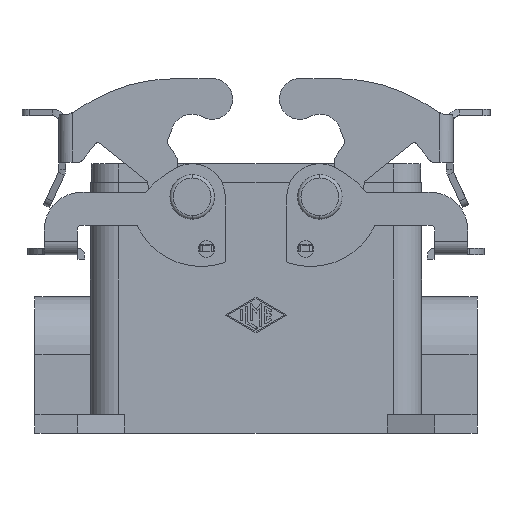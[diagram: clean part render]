
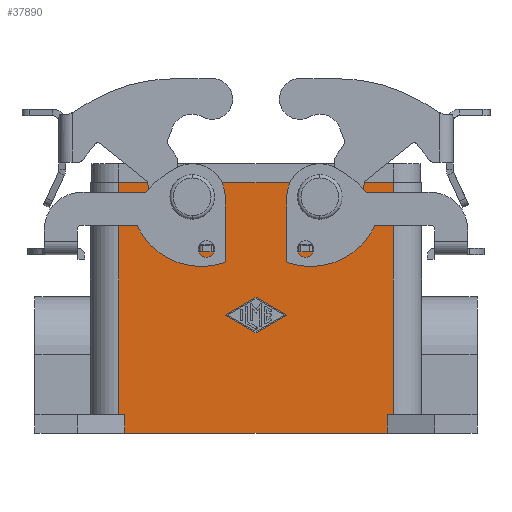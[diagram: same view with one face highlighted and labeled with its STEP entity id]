
A CAD part, front view. The second image highlights one B-rep face of the part: STEP entity #37890.
In plain terms, the highlighted planar face has unit normal (0, -1, 0).
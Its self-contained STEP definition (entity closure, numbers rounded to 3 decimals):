
#11610=CARTESIAN_POINT('',(0.,-22.25,1.5)
);
#11620=VERTEX_POINT('',#11610);
#11800=CARTESIAN_POINT('',(0.,-22.25,
-1.5));
#11810=VERTEX_POINT('',#11800);
#11840=CARTESIAN_POINT('',(0.,-22.25,0.));
#11850=DIRECTION('',(0.,1.,0.));
#11860=DIRECTION('',(0.,0.,1.));
#11870=AXIS2_PLACEMENT_3D('',#11840,#11850,#11860);
#11880=CIRCLE('',#11870,1.5);
#11890=EDGE_CURVE('',#11810,#11620,#11880,.T.);
#16550=CARTESIAN_POINT('',(-27.,-22.25,-1.5));
#16560=VERTEX_POINT('',#16550);
#16740=CARTESIAN_POINT('',(-27.,-22.25,1.5));
#16750=VERTEX_POINT('',#16740);
#16780=CARTESIAN_POINT('',(-27.,-22.25,0.));
#16790=DIRECTION('',(0.,1.,0.));
#16800=DIRECTION('',(0.,0.,1.));
#16810=AXIS2_PLACEMENT_3D('',#16780,#16790,#16800);
#16820=CIRCLE('',#16810,1.5);
#16830=EDGE_CURVE('',#16750,#16560,#16820,.T.);
#29310=CARTESIAN_POINT('',(-13.5,-22.25,-28.749));
#29320=VERTEX_POINT('',#29310);
#29370=CARTESIAN_POINT('',(-13.5,-22.25,-28.749));
#29380=DIRECTION('',(-0.866,0.,0.5));
#29390=VECTOR('',#29380,7.504);
#29400=LINE('',#29370,#29390);
#29410=CARTESIAN_POINT('',(-20.,-22.25,-25.));
#29420=VERTEX_POINT('',#29410);
#29430=EDGE_CURVE('',#29320,#29420,#29400,.T.);
#29710=CARTESIAN_POINT('',(-7.,-22.25,-25.));
#29720=VERTEX_POINT('',#29710);
#29770=CARTESIAN_POINT('',(-7.,-22.25,-25.));
#29780=DIRECTION('',(-0.866,0.,-0.5));
#29790=VECTOR('',#29780,7.504);
#29800=LINE('',#29770,#29790);
#29810=EDGE_CURVE('',#29720,#29320,#29800,.T.);
#30020=CARTESIAN_POINT('',(-13.5,-22.25,-21.251));
#30030=VERTEX_POINT('',#30020);
#30080=CARTESIAN_POINT('',(-13.5,-22.25,-21.251));
#30090=DIRECTION('',(0.866,0.,-0.5));
#30100=VECTOR('',#30090,7.504);
#30110=LINE('',#30080,#30100);
#30120=EDGE_CURVE('',#30030,#29720,#30110,.T.);
#30300=CARTESIAN_POINT('',(-20.,-22.25,-25.));
#30310=DIRECTION('',(0.866,0.,0.5));
#30320=VECTOR('',#30310,7.504);
#30330=LINE('',#30300,#30320);
#30340=EDGE_CURVE('',#29420,#30030,#30330,.T.);
#37020=CARTESIAN_POINT('',(14.25,-22.25,-50.));
#37030=DIRECTION('',(0.,-1.,0.));
#37040=DIRECTION('',(0.,0.,-1.));
#37050=AXIS2_PLACEMENT_3D('',#37020,#37030,#37040);
#37060=PLANE('',#37050);
#37070=CARTESIAN_POINT('',(-41.25,-22.25,-46.));
#37080=DIRECTION('',(-1.,0.,0.));
#37090=VECTOR('',#37080,1.25);
#37100=LINE('',#37070,#37090);
#37110=CARTESIAN_POINT('',(-41.25,-22.25,-46.));
#37120=VERTEX_POINT('',#37110);
#37130=CARTESIAN_POINT('',(-42.5,-22.25,-46.));
#37140=VERTEX_POINT('',#37130);
#37150=EDGE_CURVE('',#37120,#37140,#37100,.T.);
#37160=ORIENTED_EDGE('',*,*,#37150,.F.);
#37170=CARTESIAN_POINT('',(-42.5,-22.25,-46.));
#37180=DIRECTION('',(0.,0.,1.));
#37190=VECTOR('',#37180,49.);
#37200=LINE('',#37170,#37190);
#37210=CARTESIAN_POINT('',(-42.5,-22.25,3.));
#37220=VERTEX_POINT('',#37210);
#37230=EDGE_CURVE('',#37140,#37220,#37200,.T.);
#37240=ORIENTED_EDGE('',*,*,#37230,.F.);
#37250=CARTESIAN_POINT('',(15.5,-22.25,3.));
#37260=DIRECTION('',(-1.,0.,0.));
#37270=VECTOR('',#37260,58.);
#37280=LINE('',#37250,#37270);
#37290=CARTESIAN_POINT('',(15.5,-22.25,3.));
#37300=VERTEX_POINT('',#37290);
#37310=EDGE_CURVE('',#37300,#37220,#37280,.T.);
#37320=ORIENTED_EDGE('',*,*,#37310,.T.);
#37330=CARTESIAN_POINT('',(15.5,-22.25,-46.));
#37340=DIRECTION('',(0.,0.,1.));
#37350=VECTOR('',#37340,49.);
#37360=LINE('',#37330,#37350);
#37370=CARTESIAN_POINT('',(15.5,-22.25,-46.));
#37380=VERTEX_POINT('',#37370);
#37390=EDGE_CURVE('',#37380,#37300,#37360,.T.);
#37400=ORIENTED_EDGE('',*,*,#37390,.T.);
#37410=CARTESIAN_POINT('',(15.5,-22.25,-46.));
#37420=DIRECTION('',(-1.,0.,0.));
#37430=VECTOR('',#37420,1.25);
#37440=LINE('',#37410,#37430);
#37450=CARTESIAN_POINT('',(14.25,-22.25,-46.));
#37460=VERTEX_POINT('',#37450);
#37470=EDGE_CURVE('',#37380,#37460,#37440,.T.);
#37480=ORIENTED_EDGE('',*,*,#37470,.F.);
#37490=CARTESIAN_POINT('',(14.25,-22.25,-50.));
#37500=DIRECTION('',(0.,0.,1.));
#37510=VECTOR('',#37500,4.);
#37520=LINE('',#37490,#37510);
#37530=CARTESIAN_POINT('',(14.25,-22.25,-50.));
#37540=VERTEX_POINT('',#37530);
#37550=EDGE_CURVE('',#37540,#37460,#37520,.T.);
#37560=ORIENTED_EDGE('',*,*,#37550,.T.);
#37570=CARTESIAN_POINT('',(14.25,-22.25,-50.));
#37580=DIRECTION('',(-1.,0.,0.));
#37590=VECTOR('',#37580,55.5);
#37600=LINE('',#37570,#37590);
#37610=CARTESIAN_POINT('',(-41.25,-22.25,-50.));
#37620=VERTEX_POINT('',#37610);
#37630=EDGE_CURVE('',#37540,#37620,#37600,.T.);
#37640=ORIENTED_EDGE('',*,*,#37630,.F.);
#37650=CARTESIAN_POINT('',(-41.25,-22.25,-50.));
#37660=DIRECTION('',(0.,0.,1.));
#37670=VECTOR('',#37660,4.);
#37680=LINE('',#37650,#37670);
#37690=EDGE_CURVE('',#37620,#37120,#37680,.T.);
#37700=ORIENTED_EDGE('',*,*,#37690,.F.);
#37710=EDGE_LOOP('',(#37700,#37640,#37560,#37480,#37400,#37320,#37240,
#37160));
#37720=FACE_OUTER_BOUND('',#37710,.T.);
#37730=EDGE_CURVE('',#11620,#11810,#11880,.T.);
#37740=ORIENTED_EDGE('',*,*,#37730,.T.);
#37750=ORIENTED_EDGE('',*,*,#11890,.T.);
#37760=EDGE_LOOP('',(#37750,#37740));
#37770=FACE_BOUND('',#37760,.T.);
#37780=EDGE_CURVE('',#16560,#16750,#16820,.T.);
#37790=ORIENTED_EDGE('',*,*,#37780,.T.);
#37800=ORIENTED_EDGE('',*,*,#16830,.T.);
#37810=EDGE_LOOP('',(#37800,#37790));
#37820=FACE_BOUND('',#37810,.T.);
#37830=ORIENTED_EDGE('',*,*,#29810,.T.);
#37840=ORIENTED_EDGE('',*,*,#30120,.T.);
#37850=ORIENTED_EDGE('',*,*,#30340,.T.);
#37860=ORIENTED_EDGE('',*,*,#29430,.T.);
#37870=EDGE_LOOP('',(#37860,#37850,#37840,#37830));
#37880=FACE_BOUND('',#37870,.T.);
#37890=ADVANCED_FACE('',(#37720,#37770,#37820,#37880),#37060,.T.);
